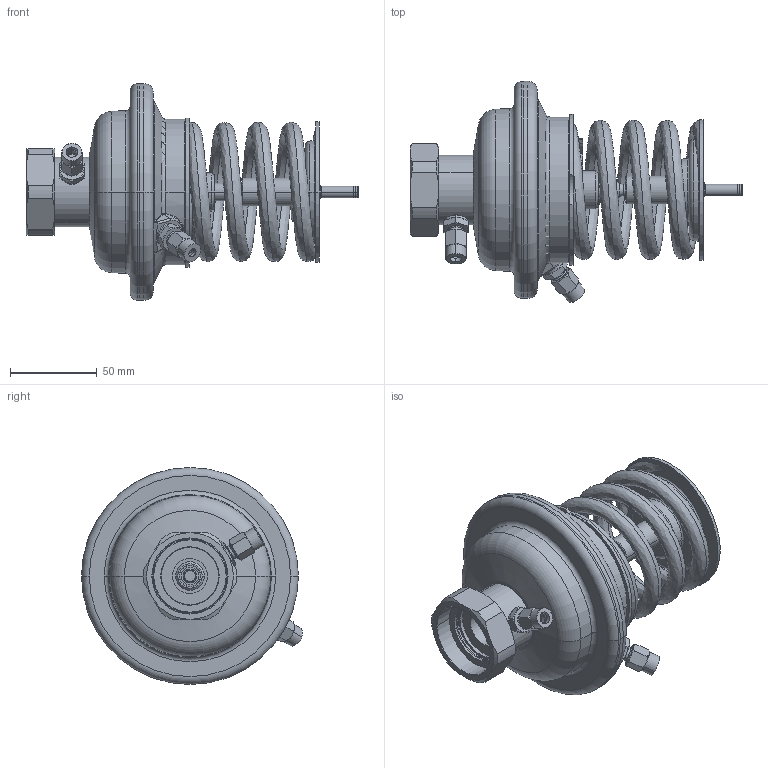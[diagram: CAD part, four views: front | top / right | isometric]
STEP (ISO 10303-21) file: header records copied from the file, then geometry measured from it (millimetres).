
FILE_DESCRIPTION((''),'2;1');
FILE_NAME('003H6836_ASM','2015-04-09T',('u317927'),('Danfoss'),'PRO/ENGINEER BY PARAMETRIC TECHNOLOGY CORPORATION, 2014000','PRO/ENGINEER BY PARAMETRIC TECHNOLOGY CORPORATION, 2014000','');
FILE_SCHEMA(('CONFIG_CONTROL_DESIGN'));
Length unit declared in the file: millimetre
Products named in the file (17): 8883810; 8881083; 8883813; 88810790_ZAVIHAN; 8883808; 8883849; FEDER-BLAU; 8881075; 8881076; 8890090; 5454032; 5454030; 8881071; 5191729; 5211513; 5191725; 003H6836_ASM
Assembly tree (17 placements, depth 2):
  003H6836_ASM
    8883810
    8881083
    8883813
    88810790_ZAVIHAN
    8883808
    8883849
    FEDER-BLAU
    8881075
    8881076
    8890090
    5454032
    5454030
    8881071  x2
    5191729
    5211513
    5191725
Bounding box: 191.4 x 127.44 x 125.09 mm (x, y, z)
Volume: 305149.3 mm3; surface area: 171405.2 mm2
Topology: 17 solids, 31 shells, 963 faces, 2245 edges, 1374 vertices
Faces by surface type: plane 338, cylinder 244, cone 226, torus 132, bspline 20, sphere 3
Entity records: 30139 total; most frequent: CARTESIAN_POINT 9145, DIRECTION 4523, ORIENTED_EDGE 4176, EDGE_CURVE 2110, AXIS2_PLACEMENT_3D 1888, VERTEX_POINT 1296, EDGE_LOOP 992, CIRCLE 953
